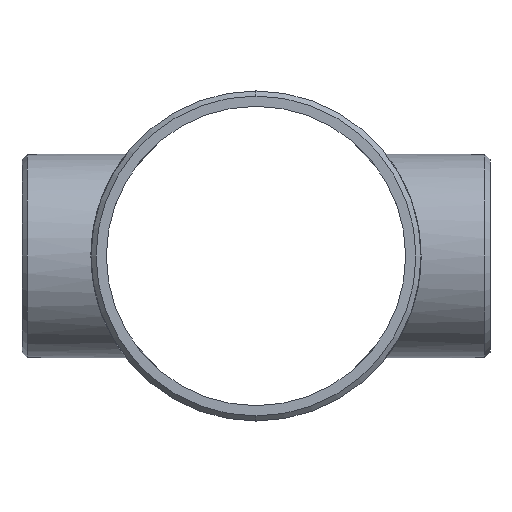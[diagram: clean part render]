
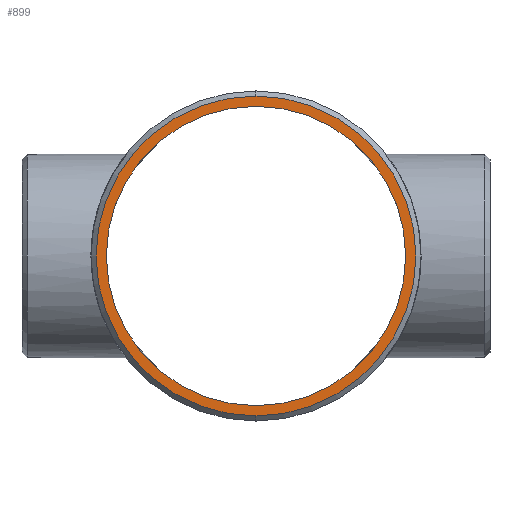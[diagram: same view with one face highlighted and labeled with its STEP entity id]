
A CAD part, left-side view. The second image highlights one B-rep face of the part: STEP entity #899.
In plain terms, the highlighted planar face has unit normal (-1, 0, 0).
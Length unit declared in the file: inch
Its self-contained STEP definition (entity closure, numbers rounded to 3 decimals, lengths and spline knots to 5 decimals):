
#150 = CIRCLE ( 'NONE', #244, 5.20833 ) ;
#183 = DIRECTION ( 'NONE',  ( 0., 0., 1. ) ) ;
#196 = AXIS2_PLACEMENT_3D ( 'NONE', #1423, #1305, #864 ) ;
#200 = VERTEX_POINT ( 'NONE', #961 ) ;
#244 = AXIS2_PLACEMENT_3D ( 'NONE', #731, #1175, #183 ) ;
#258 = FACE_OUTER_BOUND ( 'NONE', #860, .T. ) ;
#271 = EDGE_CURVE ( 'NONE', #419, #310, #1319, .T. ) ;
#290 = ORIENTED_EDGE ( 'NONE', *, *, #1252, .T. ) ;
#301 = DIRECTION ( 'NONE',  ( 1., 0., 0. ) ) ;
#310 = VERTEX_POINT ( 'NONE', #1043 ) ;
#312 = DIRECTION ( 'NONE',  ( 0., 0., 1. ) ) ;
#369 = CARTESIAN_POINT ( 'NONE',  ( -8.5, 0., 0. ) ) ;
#419 = VERTEX_POINT ( 'NONE', #1223 ) ;
#615 = DIRECTION ( 'NONE',  ( 0., 0., 1. ) ) ;
#636 = AXIS2_PLACEMENT_3D ( 'NONE', #1298, #301, #312 ) ;
#655 = ORIENTED_EDGE ( 'NONE', *, *, #1011, .T. ) ;
#699 = FACE_BOUND ( 'NONE', #1213, .T. ) ;
#702 = CARTESIAN_POINT ( 'NONE',  ( -8.5, 0., -5.20833 ) ) ;
#731 = CARTESIAN_POINT ( 'NONE',  ( -8.5, 0., 0. ) ) ;
#814 = DIRECTION ( 'NONE',  ( 0., 0., -1. ) ) ;
#847 = CARTESIAN_POINT ( 'NONE',  ( -8.5, 0., 0. ) ) ;
#860 = EDGE_LOOP ( 'NONE', ( #655, #1374 ) ) ;
#864 = DIRECTION ( 'NONE',  ( 0., 0., 1. ) ) ;
#899 = ADVANCED_FACE ( 'NONE', ( #258, #699 ), #1364, .T. ) ;
#961 = CARTESIAN_POINT ( 'NONE',  ( -8.5, 0., 5.20833 ) ) ;
#984 = CIRCLE ( 'NONE', #196, 5.20833 ) ;
#1011 = EDGE_CURVE ( 'NONE', #1412, #200, #150, .T. ) ;
#1040 = DIRECTION ( 'NONE',  ( 1., 0., 0. ) ) ;
#1043 = CARTESIAN_POINT ( 'NONE',  ( -8.5, 0., 4.875 ) ) ;
#1100 = AXIS2_PLACEMENT_3D ( 'NONE', #369, #1372, #814 ) ;
#1175 = DIRECTION ( 'NONE',  ( -1., 0., 0. ) ) ;
#1213 = EDGE_LOOP ( 'NONE', ( #290, #1420 ) ) ;
#1223 = CARTESIAN_POINT ( 'NONE',  ( -8.5, 0., -4.875 ) ) ;
#1252 = EDGE_CURVE ( 'NONE', #310, #419, #1260, .T. ) ;
#1260 = CIRCLE ( 'NONE', #636, 4.875 ) ;
#1265 = EDGE_CURVE ( 'NONE', #200, #1412, #984, .T. ) ;
#1298 = CARTESIAN_POINT ( 'NONE',  ( -8.5, 0., 0. ) ) ;
#1305 = DIRECTION ( 'NONE',  ( -1., 0., 0. ) ) ;
#1319 = CIRCLE ( 'NONE', #1345, 4.875 ) ;
#1345 = AXIS2_PLACEMENT_3D ( 'NONE', #847, #1040, #615 ) ;
#1364 = PLANE ( 'NONE',  #1100 ) ;
#1372 = DIRECTION ( 'NONE',  ( -1., 0., 0. ) ) ;
#1374 = ORIENTED_EDGE ( 'NONE', *, *, #1265, .T. ) ;
#1412 = VERTEX_POINT ( 'NONE', #702 ) ;
#1420 = ORIENTED_EDGE ( 'NONE', *, *, #271, .T. ) ;
#1423 = CARTESIAN_POINT ( 'NONE',  ( -8.5, 0., 0. ) ) ;
